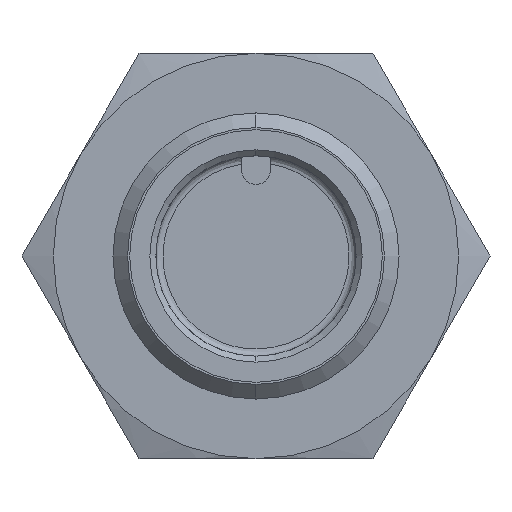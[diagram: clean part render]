
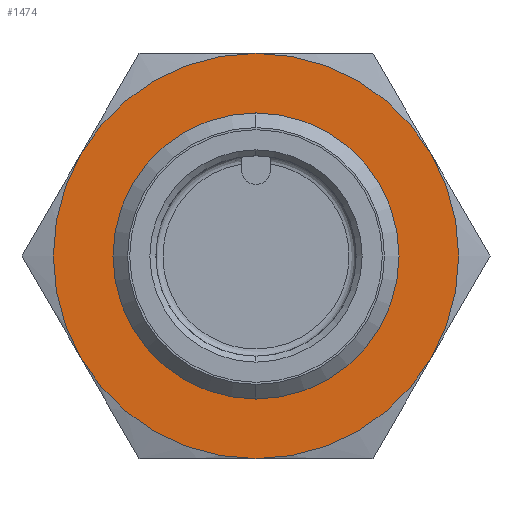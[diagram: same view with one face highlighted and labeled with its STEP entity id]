
A CAD part, left-side view. The second image highlights one B-rep face of the part: STEP entity #1474.
In plain terms, the highlighted planar face has unit normal (-1, 0, 0).
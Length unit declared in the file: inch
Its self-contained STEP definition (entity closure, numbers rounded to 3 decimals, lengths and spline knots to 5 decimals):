
#131 = ORIENTED_EDGE ( 'NONE', *, *, #2587, .T. ) ;
#204 = DIRECTION ( 'NONE',  ( 1., 0., 0. ) ) ;
#279 = AXIS2_PLACEMENT_3D ( 'NONE', #1363, #3647, #4767 ) ;
#350 = FACE_BOUND ( 'NONE', #1931, .T. ) ;
#437 = CIRCLE ( 'NONE', #4279, 0.33465 ) ;
#463 = CARTESIAN_POINT ( 'NONE',  ( 1.1811, 0., 0. ) ) ;
#481 = CARTESIAN_POINT ( 'NONE',  ( 1.1811, 0., 0. ) ) ;
#574 = AXIS2_PLACEMENT_3D ( 'NONE', #463, #2297, #2722 ) ;
#723 = CARTESIAN_POINT ( 'NONE',  ( 1.1811, 0., 0.33465 ) ) ;
#818 = VERTEX_POINT ( 'NONE', #723 ) ;
#969 = CIRCLE ( 'NONE', #3480, 0.33465 ) ;
#985 = CARTESIAN_POINT ( 'NONE',  ( 1.1811, -0.16732, 0. ) ) ;
#1055 = VERTEX_POINT ( 'NONE', #2767 ) ;
#1143 = CARTESIAN_POINT ( 'NONE',  ( 1.1811, 0., 0.23622 ) ) ;
#1202 = CIRCLE ( 'NONE', #2352, 0.33465 ) ;
#1257 = CARTESIAN_POINT ( 'NONE',  ( 1.1811, 0., -0.23622 ) ) ;
#1315 = CARTESIAN_POINT ( 'NONE',  ( 1.1811, 0.28981, 0.16732 ) ) ;
#1363 = CARTESIAN_POINT ( 'NONE',  ( 1.1811, 0., 0. ) ) ;
#1395 = DIRECTION ( 'NONE',  ( 0., 0., 1. ) ) ;
#1474 = ADVANCED_FACE ( 'NONE', ( #2586, #350 ), #2836, .T. ) ;
#1524 = CARTESIAN_POINT ( 'NONE',  ( 1.1811, -0.28981, 0.16732 ) ) ;
#1619 = DIRECTION ( 'NONE',  ( 0., 0., -1. ) ) ;
#1657 = AXIS2_PLACEMENT_3D ( 'NONE', #985, #4057, #1395 ) ;
#1767 = CARTESIAN_POINT ( 'NONE',  ( 1.1811, 0., 0. ) ) ;
#1829 = EDGE_CURVE ( 'NONE', #3020, #4432, #3890, .T. ) ;
#1923 = AXIS2_PLACEMENT_3D ( 'NONE', #481, #3545, #4687 ) ;
#1931 = EDGE_LOOP ( 'NONE', ( #2828, #131 ) ) ;
#2042 = CIRCLE ( 'NONE', #279, 0.23622 ) ;
#2058 = DIRECTION ( 'NONE',  ( 0., 0., -1. ) ) ;
#2071 = CARTESIAN_POINT ( 'NONE',  ( 1.1811, 0., 0. ) ) ;
#2111 = ORIENTED_EDGE ( 'NONE', *, *, #4340, .F. ) ;
#2225 = EDGE_CURVE ( 'NONE', #4181, #2391, #4769, .T. ) ;
#2243 = CARTESIAN_POINT ( 'NONE',  ( 1.1811, 0., 0. ) ) ;
#2297 = DIRECTION ( 'NONE',  ( 1., 0., 0. ) ) ;
#2352 = AXIS2_PLACEMENT_3D ( 'NONE', #2071, #4773, #2058 ) ;
#2391 = VERTEX_POINT ( 'NONE', #1257 ) ;
#2586 = FACE_OUTER_BOUND ( 'NONE', #4683, .T. ) ;
#2587 = EDGE_CURVE ( 'NONE', #2391, #4181, #2042, .T. ) ;
#2689 = ORIENTED_EDGE ( 'NONE', *, *, #2960, .F. ) ;
#2722 = DIRECTION ( 'NONE',  ( 0., 0., -1. ) ) ;
#2767 = CARTESIAN_POINT ( 'NONE',  ( 1.1811, 0., -0.33465 ) ) ;
#2772 = DIRECTION ( 'NONE',  ( 1., 0., 0. ) ) ;
#2828 = ORIENTED_EDGE ( 'NONE', *, *, #2225, .T. ) ;
#2836 = PLANE ( 'NONE',  #1657 ) ;
#2960 = EDGE_CURVE ( 'NONE', #4538, #4602, #969, .T. ) ;
#3020 = VERTEX_POINT ( 'NONE', #4178 ) ;
#3047 = CARTESIAN_POINT ( 'NONE',  ( 1.1811, 0., 0. ) ) ;
#3117 = ORIENTED_EDGE ( 'NONE', *, *, #4725, .F. ) ;
#3216 = ORIENTED_EDGE ( 'NONE', *, *, #1829, .F. ) ;
#3234 = DIRECTION ( 'NONE',  ( 0., 0., 1. ) ) ;
#3372 = EDGE_CURVE ( 'NONE', #4602, #1055, #1202, .T. ) ;
#3480 = AXIS2_PLACEMENT_3D ( 'NONE', #2243, #4255, #1619 ) ;
#3545 = DIRECTION ( 'NONE',  ( 1., 0., 0. ) ) ;
#3647 = DIRECTION ( 'NONE',  ( 1., 0., 0. ) ) ;
#3691 = ORIENTED_EDGE ( 'NONE', *, *, #4821, .F. ) ;
#3701 = AXIS2_PLACEMENT_3D ( 'NONE', #3047, #4534, #4923 ) ;
#3879 = CARTESIAN_POINT ( 'NONE',  ( 1.1811, 0., 0. ) ) ;
#3890 = CIRCLE ( 'NONE', #3701, 0.33465 ) ;
#4057 = DIRECTION ( 'NONE',  ( -1., 0., 0. ) ) ;
#4176 = CIRCLE ( 'NONE', #574, 0.33465 ) ;
#4178 = CARTESIAN_POINT ( 'NONE',  ( 1.1811, 0.28981, -0.16732 ) ) ;
#4181 = VERTEX_POINT ( 'NONE', #1143 ) ;
#4255 = DIRECTION ( 'NONE',  ( 1., 0., 0. ) ) ;
#4279 = AXIS2_PLACEMENT_3D ( 'NONE', #3879, #2772, #4635 ) ;
#4340 = EDGE_CURVE ( 'NONE', #818, #4538, #437, .T. ) ;
#4344 = CIRCLE ( 'NONE', #1923, 0.33465 ) ;
#4432 = VERTEX_POINT ( 'NONE', #1315 ) ;
#4534 = DIRECTION ( 'NONE',  ( 1., 0., 0. ) ) ;
#4538 = VERTEX_POINT ( 'NONE', #1524 ) ;
#4602 = VERTEX_POINT ( 'NONE', #4921 ) ;
#4635 = DIRECTION ( 'NONE',  ( 0., 0., -1. ) ) ;
#4654 = ORIENTED_EDGE ( 'NONE', *, *, #3372, .F. ) ;
#4683 = EDGE_LOOP ( 'NONE', ( #4654, #2689, #2111, #3691, #3216, #3117 ) ) ;
#4687 = DIRECTION ( 'NONE',  ( 0., 0., -1. ) ) ;
#4725 = EDGE_CURVE ( 'NONE', #1055, #3020, #4176, .T. ) ;
#4767 = DIRECTION ( 'NONE',  ( 0., 0., 1. ) ) ;
#4769 = CIRCLE ( 'NONE', #4914, 0.23622 ) ;
#4773 = DIRECTION ( 'NONE',  ( 1., 0., 0. ) ) ;
#4821 = EDGE_CURVE ( 'NONE', #4432, #818, #4344, .T. ) ;
#4914 = AXIS2_PLACEMENT_3D ( 'NONE', #1767, #204, #3234 ) ;
#4921 = CARTESIAN_POINT ( 'NONE',  ( 1.1811, -0.28981, -0.16732 ) ) ;
#4923 = DIRECTION ( 'NONE',  ( 0., 0., -1. ) ) ;
